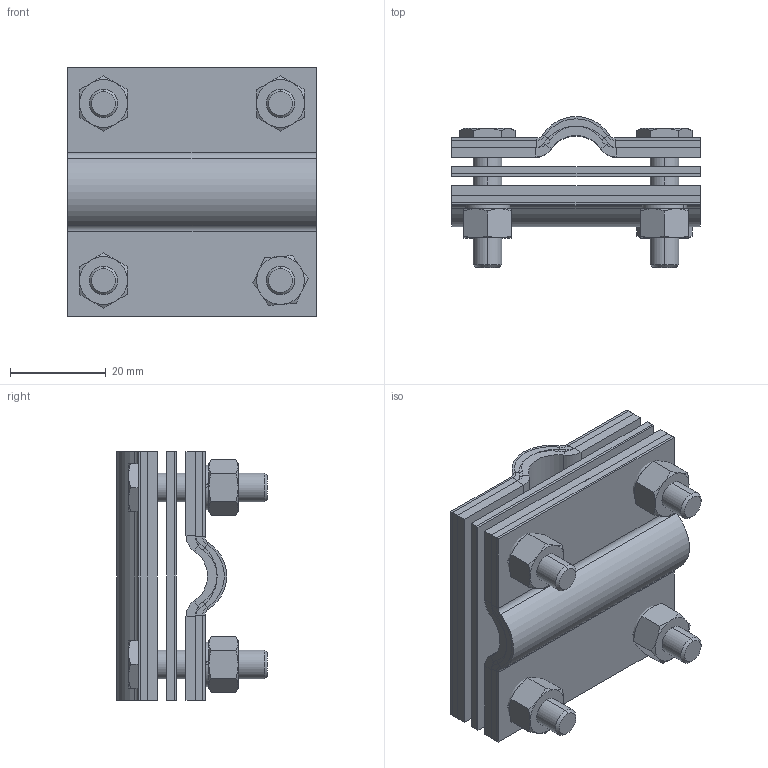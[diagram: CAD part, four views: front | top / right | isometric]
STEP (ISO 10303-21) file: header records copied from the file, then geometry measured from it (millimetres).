
FILE_DESCRIPTION (( 'STEP AP203' ), '1' );
FILE_NAME ('0104 Êðåñòîîáðàçíûé ñîåäèíèòåëü 4õÌ6õ25, òðè ïëàñòèíû.STEP', '2024-03-25T06:38:35', ( '' ), ( '' ), 'SwSTEP 2.0', 'SolidWorks 2022', '' );
FILE_SCHEMA (( 'CONFIG_CONTROL_DESIGN' ));
Length unit declared in the file: millimetre
Products named in the file (11): 0103.001-02 Пластина; 0103.001 Пластина; plain washer grade a_din_Washer DIN 125 - A 6.4; 0104.001-02 Пластина; ГОСТ 6402-70_Шайба 6Л ГОСТ 6402-70; 0104.001 Пластина; 0104.001-01 Пластина; 0104 Крестообразный соединитель 4хМ6х25, три пластины; 0103.001-01 Пластина; hex nut gradec_iso_ISO - 4034 - M6 - N; hex screw gradeab_iso_ISO 4017 - M6 x 25-N
Assembly tree (25 placements, depth 2):
  0104 Крестообразный соединитель 4хМ6х25, три пластины
    0104.001 Пластина
    0103.001 Пластина  x2
    hex screw gradeab_iso_ISO 4017 - M6 x 25-N  x4
    hex nut gradec_iso_ISO - 4034 - M6 - N  x4
    0104.001-01 Пластина
    0103.001-01 Пластина  x2
    0104.001-02 Пластина
    0103.001-02 Пластина  x2
    ГОСТ 6402-70_Шайба 6Л ГОСТ 6402-70  x4
    plain washer grade a_din_Washer DIN 125 - A 6.4  x4
Bounding box: 52 x 31.5 x 52 mm (x, y, z)
Volume: 50331.2 mm3; surface area: 59114.8 mm2
Topology: 25 solids, 25 shells, 506 faces, 1116 edges, 664 vertices
Faces by surface type: plane 230, cylinder 172, cone 96, torus 8
Entity records: 7527 total; most frequent: CARTESIAN_POINT 1165, DIRECTION 1078, ORIENTED_EDGE 924, EDGE_CURVE 462, AXIS2_PLACEMENT_3D 425, VERTEX_POINT 280, EDGE_LOOP 256, LINE 228
